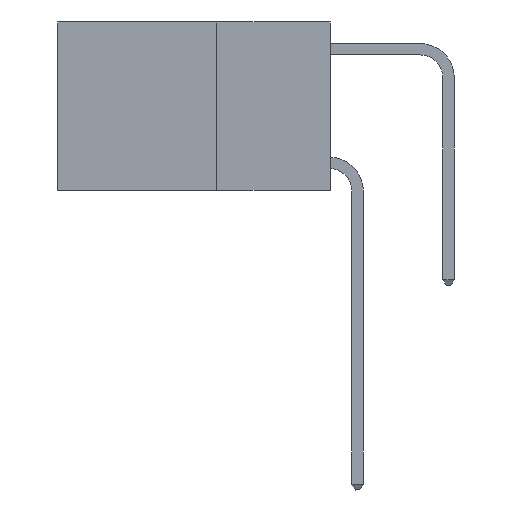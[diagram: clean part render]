
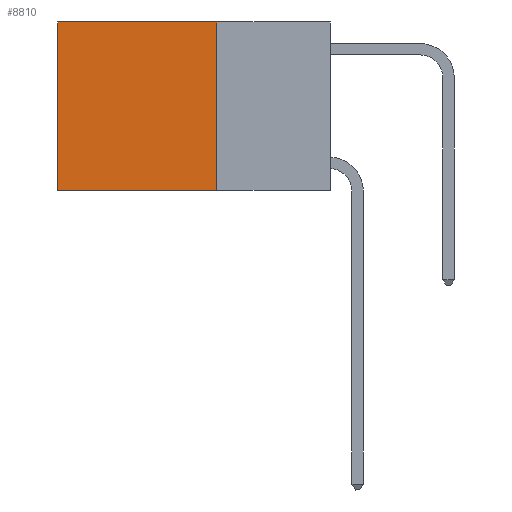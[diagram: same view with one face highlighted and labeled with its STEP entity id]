
A CAD part, left-side view. The second image highlights one B-rep face of the part: STEP entity #8810.
In plain terms, the highlighted planar face has unit normal (-1, 0, 0).
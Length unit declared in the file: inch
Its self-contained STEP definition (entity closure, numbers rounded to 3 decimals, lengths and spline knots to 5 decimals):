
#326 = EDGE_LOOP ( 'NONE', ( #11584, #25794, #7488, #8622 ) ) ;
#1352 = LINE ( 'NONE', #22729, #7766 ) ;
#3405 = CARTESIAN_POINT ( 'NONE',  ( 0.2625, 0.25, 0. ) ) ;
#4030 = VECTOR ( 'NONE', #21046, 39.37008 ) ;
#5543 = PLANE ( 'NONE',  #24927 ) ;
#6019 = CARTESIAN_POINT ( 'NONE',  ( 0.2625, 0.25, 0. ) ) ;
#6364 = VECTOR ( 'NONE', #25340, 39.37008 ) ;
#6718 = FACE_OUTER_BOUND ( 'NONE', #326, .T. ) ;
#7488 = ORIENTED_EDGE ( 'NONE', *, *, #24931, .F. ) ;
#7725 = DIRECTION ( 'NONE',  ( 0., 0., -1. ) ) ;
#7766 = VECTOR ( 'NONE', #24855, 39.37008 ) ;
#8123 = EDGE_CURVE ( 'NONE', #19800, #16058, #1352, .T. ) ;
#8622 = ORIENTED_EDGE ( 'NONE', *, *, #8951, .T. ) ;
#8810 = ADVANCED_FACE ( 'NONE', ( #6718 ), #5543, .F. ) ;
#8951 = EDGE_CURVE ( 'NONE', #21280, #19800, #15484, .T. ) ;
#9731 = EDGE_CURVE ( 'NONE', #24625, #16058, #24772, .T. ) ;
#10661 = CARTESIAN_POINT ( 'NONE',  ( 0.2625, 0.6, -0.37 ) ) ;
#11584 = ORIENTED_EDGE ( 'NONE', *, *, #8123, .T. ) ;
#14752 = VECTOR ( 'NONE', #16611, 39.37008 ) ;
#15484 = LINE ( 'NONE', #6019, #4030 ) ;
#16058 = VERTEX_POINT ( 'NONE', #10661 ) ;
#16611 = DIRECTION ( 'NONE',  ( 0., 0., -1. ) ) ;
#18391 = CARTESIAN_POINT ( 'NONE',  ( 0.2625, 0.6, 0. ) ) ;
#18882 = CARTESIAN_POINT ( 'NONE',  ( 0.2625, 0.25, 0. ) ) ;
#19800 = VERTEX_POINT ( 'NONE', #18391 ) ;
#20591 = DIRECTION ( 'NONE',  ( 1., 0., 0. ) ) ;
#21046 = DIRECTION ( 'NONE',  ( 0., 1., 0. ) ) ;
#21280 = VERTEX_POINT ( 'NONE', #18882 ) ;
#22729 = CARTESIAN_POINT ( 'NONE',  ( 0.2625, 0.6, 0. ) ) ;
#22921 = CARTESIAN_POINT ( 'NONE',  ( 0.2625, 0.25, 0. ) ) ;
#23220 = CARTESIAN_POINT ( 'NONE',  ( 0.2625, 0.25, -0.37 ) ) ;
#23776 = CARTESIAN_POINT ( 'NONE',  ( 0.2625, 0.25, -0.37 ) ) ;
#24625 = VERTEX_POINT ( 'NONE', #23776 ) ;
#24772 = LINE ( 'NONE', #23220, #6364 ) ;
#24855 = DIRECTION ( 'NONE',  ( 0., 0., -1. ) ) ;
#24927 = AXIS2_PLACEMENT_3D ( 'NONE', #3405, #20591, #7725 ) ;
#24931 = EDGE_CURVE ( 'NONE', #21280, #24625, #26028, .T. ) ;
#25340 = DIRECTION ( 'NONE',  ( 0., 1., 0. ) ) ;
#25794 = ORIENTED_EDGE ( 'NONE', *, *, #9731, .F. ) ;
#26028 = LINE ( 'NONE', #22921, #14752 ) ;
